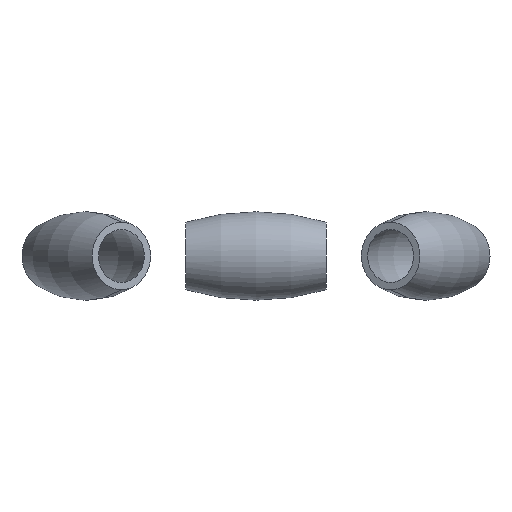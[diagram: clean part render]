
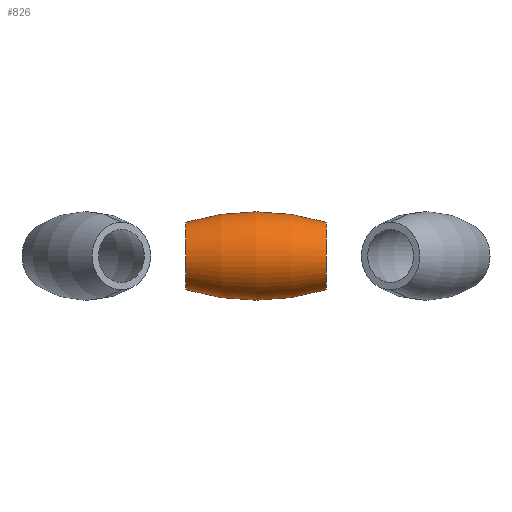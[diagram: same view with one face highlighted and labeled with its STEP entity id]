
A CAD part, front view. The second image highlights one B-rep face of the part: STEP entity #826.
In plain terms, the highlighted toroidal (fillet/blend) face has major radius 56.3 mm and minor radius 69 mm.
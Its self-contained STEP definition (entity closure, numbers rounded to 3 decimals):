
#37 = CARTESIAN_POINT ( 'NONE',  ( 0., -56.3, -56.3 ) ) ;
#65 = DIRECTION ( 'NONE',  ( 0., 0., 1. ) ) ;
#85 = VERTEX_POINT ( 'NONE', #726 ) ;
#111 = ORIENTED_EDGE ( 'NONE', *, *, #1066, .T. ) ;
#120 = VERTEX_POINT ( 'NONE', #899 ) ;
#127 = FACE_OUTER_BOUND ( 'NONE', #892, .T. ) ;
#191 = DIRECTION ( 'NONE',  ( 0., 1., 0. ) ) ;
#203 = CARTESIAN_POINT ( 'NONE',  ( 0., -56.3, 56.3 ) ) ;
#214 = VERTEX_POINT ( 'NONE', #360 ) ;
#240 = CARTESIAN_POINT ( 'NONE',  ( 20.174, -56.3, 0. ) ) ;
#245 = AXIS2_PLACEMENT_3D ( 'NONE', #37, #191, #540 ) ;
#294 = DIRECTION ( 'NONE',  ( 0., 0., 1. ) ) ;
#314 = EDGE_CURVE ( 'NONE', #343, #85, #507, .T. ) ;
#327 = DIRECTION ( 'NONE',  ( 1., 0., 0. ) ) ;
#343 = VERTEX_POINT ( 'NONE', #904 ) ;
#360 = CARTESIAN_POINT ( 'NONE',  ( -20.174, -56.3, 9.685 ) ) ;
#395 = CARTESIAN_POINT ( 'NONE',  ( 0., -56.3, 0. ) ) ;
#440 = DIRECTION ( 'NONE',  ( 0., 0., 1. ) ) ;
#459 = TOROIDAL_SURFACE ( 'NONE', #650, -56.3, 69. ) ;
#465 = DIRECTION ( 'NONE',  ( 0., 0., -1. ) ) ;
#507 = CIRCLE ( 'NONE', #971, 9.685 ) ;
#536 = EDGE_CURVE ( 'NONE', #214, #343, #912, .T. ) ;
#540 = DIRECTION ( 'NONE',  ( 0., 0., 1. ) ) ;
#583 = ORIENTED_EDGE ( 'NONE', *, *, #314, .F. ) ;
#650 = AXIS2_PLACEMENT_3D ( 'NONE', #395, #979, #294 ) ;
#696 = ORIENTED_EDGE ( 'NONE', *, *, #536, .F. ) ;
#722 = DIRECTION ( 'NONE',  ( 0., -1., 0. ) ) ;
#726 = CARTESIAN_POINT ( 'NONE',  ( 20.174, -56.3, -9.685 ) ) ;
#759 = AXIS2_PLACEMENT_3D ( 'NONE', #1102, #327, #440 ) ;
#826 = ADVANCED_FACE ( 'NONE', ( #127 ), #459, .T. ) ;
#831 = EDGE_CURVE ( 'NONE', #120, #85, #910, .T. ) ;
#845 = DIRECTION ( 'NONE',  ( 1., 0., 0. ) ) ;
#852 = CIRCLE ( 'NONE', #759, 9.685 ) ;
#892 = EDGE_LOOP ( 'NONE', ( #111, #1086, #583, #696 ) ) ;
#899 = CARTESIAN_POINT ( 'NONE',  ( -20.174, -56.3, -9.685 ) ) ;
#904 = CARTESIAN_POINT ( 'NONE',  ( 20.174, -56.3, 9.685 ) ) ;
#910 = CIRCLE ( 'NONE', #983, 69. ) ;
#912 = CIRCLE ( 'NONE', #245, 69. ) ;
#971 = AXIS2_PLACEMENT_3D ( 'NONE', #240, #845, #65 ) ;
#979 = DIRECTION ( 'NONE',  ( 1., 0., 0. ) ) ;
#983 = AXIS2_PLACEMENT_3D ( 'NONE', #203, #722, #465 ) ;
#1066 = EDGE_CURVE ( 'NONE', #214, #120, #852, .T. ) ;
#1086 = ORIENTED_EDGE ( 'NONE', *, *, #831, .T. ) ;
#1102 = CARTESIAN_POINT ( 'NONE',  ( -20.174, -56.3, 0. ) ) ;
